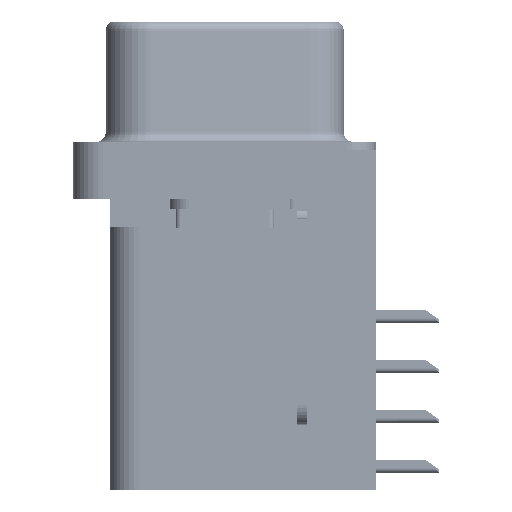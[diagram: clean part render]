
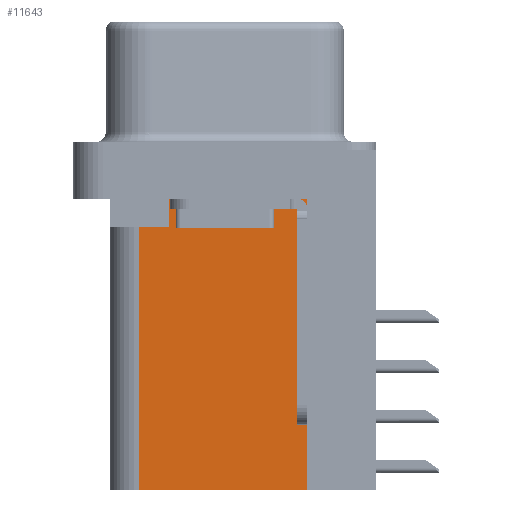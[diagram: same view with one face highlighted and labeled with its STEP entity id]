
A CAD part, left-side view. The second image highlights one B-rep face of the part: STEP entity #11643.
In plain terms, the highlighted planar face has unit normal (-1, 0, 0).
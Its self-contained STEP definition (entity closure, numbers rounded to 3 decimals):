
#390 = ORIENTED_EDGE ( 'NONE', *, *, #1621, .F. ) ;
#996 = PLANE ( 'NONE',  #21046 ) ;
#1333 = VERTEX_POINT ( 'NONE', #16388 ) ;
#1621 = EDGE_CURVE ( 'NONE', #4307, #5883, #33185, .T. ) ;
#2898 = VERTEX_POINT ( 'NONE', #9273 ) ;
#2944 = EDGE_CURVE ( 'NONE', #2898, #4307, #18506, .T. ) ;
#3190 = EDGE_CURVE ( 'NONE', #2898, #37264, #15462, .T. ) ;
#3463 = ORIENTED_EDGE ( 'NONE', *, *, #3190, .T. ) ;
#3751 = CARTESIAN_POINT ( 'NONE',  ( 3.75, 0., -3.9 ) ) ;
#4307 = VERTEX_POINT ( 'NONE', #41622 ) ;
#5062 = DIRECTION ( 'NONE',  ( 0., 1., 0. ) ) ;
#5877 = CARTESIAN_POINT ( 'NONE',  ( 3.75, -4.2, -17.3 ) ) ;
#5883 = VERTEX_POINT ( 'NONE', #33919 ) ;
#6197 = DIRECTION ( 'NONE',  ( 0., 0., 1. ) ) ;
#6513 = CARTESIAN_POINT ( 'NONE',  ( 3.75, 4.35, -17.3 ) ) ;
#7506 = VECTOR ( 'NONE', #30526, 1000. ) ;
#7692 = LINE ( 'NONE', #3751, #7506 ) ;
#9180 = EDGE_CURVE ( 'NONE', #29254, #5883, #7692, .T. ) ;
#9273 = CARTESIAN_POINT ( 'NONE',  ( 3.75, -4.2, -17.3 ) ) ;
#11113 = CARTESIAN_POINT ( 'NONE',  ( 3.75, -4.2, -2.5 ) ) ;
#11643 = ADVANCED_FACE ( 'NONE', ( #19833 ), #996, .F. ) ;
#12343 = LINE ( 'NONE', #11113, #37466 ) ;
#15313 = VECTOR ( 'NONE', #37037, 1000. ) ;
#15462 = LINE ( 'NONE', #17913, #15313 ) ;
#16388 = CARTESIAN_POINT ( 'NONE',  ( 3.75, 2.85, -2.5 ) ) ;
#17581 = ORIENTED_EDGE ( 'NONE', *, *, #2944, .F. ) ;
#17913 = CARTESIAN_POINT ( 'NONE',  ( 3.75, -4.2, -17.3 ) ) ;
#18355 = VECTOR ( 'NONE', #38600, 1000. ) ;
#18506 = LINE ( 'NONE', #5877, #18355 ) ;
#19833 = FACE_OUTER_BOUND ( 'NONE', #32955, .T. ) ;
#21046 = AXIS2_PLACEMENT_3D ( 'NONE', #21824, #25034, #5062 ) ;
#21438 = CARTESIAN_POINT ( 'NONE',  ( 3.75, -4.2, -2.5 ) ) ;
#21824 = CARTESIAN_POINT ( 'NONE',  ( 3.75, -4.2, -17.3 ) ) ;
#22043 = ORIENTED_EDGE ( 'NONE', *, *, #31772, .T. ) ;
#25034 = DIRECTION ( 'NONE',  ( 1., 0., 0. ) ) ;
#27455 = VECTOR ( 'NONE', #33798, 1000. ) ;
#27825 = LINE ( 'NONE', #43265, #27455 ) ;
#29254 = VERTEX_POINT ( 'NONE', #31801 ) ;
#30526 = DIRECTION ( 'NONE',  ( 0., 1., 0. ) ) ;
#31772 = EDGE_CURVE ( 'NONE', #37264, #1333, #12343, .T. ) ;
#31801 = CARTESIAN_POINT ( 'NONE',  ( 3.75, 2.85, -3.9 ) ) ;
#32873 = ORIENTED_EDGE ( 'NONE', *, *, #34808, .T. ) ;
#32955 = EDGE_LOOP ( 'NONE', ( #22043, #32873, #37471, #390, #17581, #3463 ) ) ;
#32979 = VECTOR ( 'NONE', #6197, 1000. ) ;
#33185 = LINE ( 'NONE', #6513, #32979 ) ;
#33549 = DIRECTION ( 'NONE',  ( 0., 1., 0. ) ) ;
#33798 = DIRECTION ( 'NONE',  ( 0., 0., -1. ) ) ;
#33919 = CARTESIAN_POINT ( 'NONE',  ( 3.75, 4.35, -3.9 ) ) ;
#34808 = EDGE_CURVE ( 'NONE', #1333, #29254, #27825, .T. ) ;
#37037 = DIRECTION ( 'NONE',  ( 0., 0., 1. ) ) ;
#37264 = VERTEX_POINT ( 'NONE', #21438 ) ;
#37466 = VECTOR ( 'NONE', #33549, 1000. ) ;
#37471 = ORIENTED_EDGE ( 'NONE', *, *, #9180, .T. ) ;
#38600 = DIRECTION ( 'NONE',  ( 0., 1., 0. ) ) ;
#41622 = CARTESIAN_POINT ( 'NONE',  ( 3.75, 4.35, -17.3 ) ) ;
#43265 = CARTESIAN_POINT ( 'NONE',  ( 3.75, 2.85, -3.9 ) ) ;
